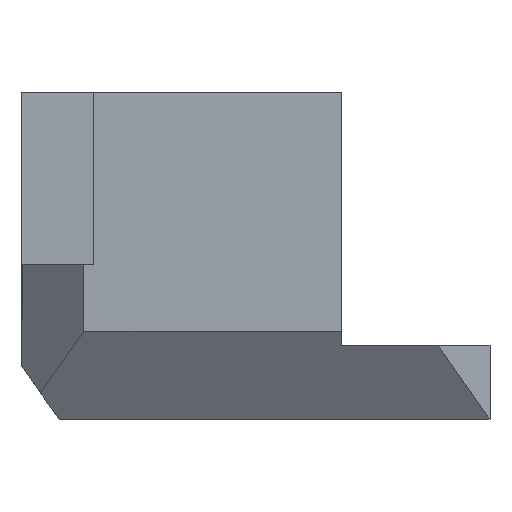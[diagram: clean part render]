
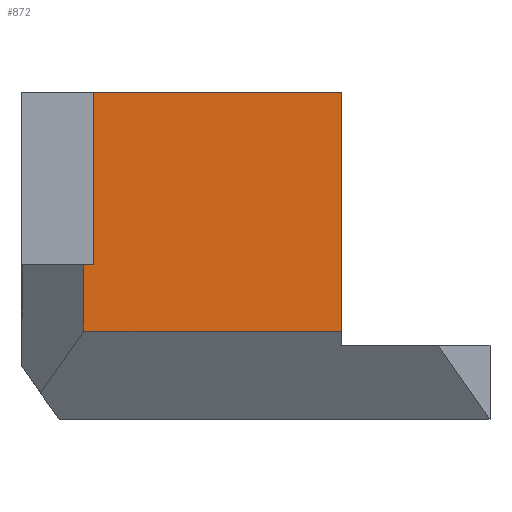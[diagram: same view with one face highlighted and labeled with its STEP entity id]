
A CAD part, left-side view. The second image highlights one B-rep face of the part: STEP entity #872.
In plain terms, the highlighted planar face has unit normal (-1, 0, 0).
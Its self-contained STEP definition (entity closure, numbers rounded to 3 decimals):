
#1 = LINE ( 'NONE', #285, #922 ) ;
#3 = CARTESIAN_POINT ( 'NONE',  ( -30., 12., 12.5 ) ) ;
#50 = DIRECTION ( 'NONE',  ( 1., 0., 0. ) ) ;
#62 = ORIENTED_EDGE ( 'NONE', *, *, #1581, .F. ) ;
#152 = CARTESIAN_POINT ( 'NONE',  ( -30., -8., 26.4 ) ) ;
#173 = DIRECTION ( 'NONE',  ( 0., 1., 0. ) ) ;
#178 = LINE ( 'NONE', #762, #1680 ) ;
#188 = CARTESIAN_POINT ( 'NONE',  ( -30., 12., 26.4 ) ) ;
#189 = EDGE_CURVE ( 'NONE', #248, #422, #463, .T. ) ;
#190 = ORIENTED_EDGE ( 'NONE', *, *, #1350, .F. ) ;
#248 = VERTEX_POINT ( 'NONE', #3 ) ;
#260 = LINE ( 'NONE', #833, #952 ) ;
#261 = VERTEX_POINT ( 'NONE', #152 ) ;
#285 = CARTESIAN_POINT ( 'NONE',  ( -30., 0., 12.5 ) ) ;
#297 = EDGE_CURVE ( 'NONE', #261, #1846, #260, .T. ) ;
#326 = FACE_OUTER_BOUND ( 'NONE', #1146, .T. ) ;
#353 = VERTEX_POINT ( 'NONE', #1432 ) ;
#387 = DIRECTION ( 'NONE',  ( 0., -1., 0. ) ) ;
#422 = VERTEX_POINT ( 'NONE', #188 ) ;
#463 = LINE ( 'NONE', #605, #559 ) ;
#494 = EDGE_CURVE ( 'NONE', #353, #1846, #1226, .T. ) ;
#559 = VECTOR ( 'NONE', #574, 1000. ) ;
#574 = DIRECTION ( 'NONE',  ( 0., 0., 1. ) ) ;
#582 = DIRECTION ( 'NONE',  ( 0., -1., 0. ) ) ;
#605 = CARTESIAN_POINT ( 'NONE',  ( -30., 12., 6. ) ) ;
#622 = VECTOR ( 'NONE', #1154, 1000. ) ;
#659 = ORIENTED_EDGE ( 'NONE', *, *, #494, .T. ) ;
#713 = EDGE_CURVE ( 'NONE', #1840, #248, #1, .T. ) ;
#762 = CARTESIAN_POINT ( 'NONE',  ( -30., 12.8, 6. ) ) ;
#829 = VECTOR ( 'NONE', #387, 1000. ) ;
#833 = CARTESIAN_POINT ( 'NONE',  ( -30., -8., 6. ) ) ;
#863 = AXIS2_PLACEMENT_3D ( 'NONE', #900, #50, #173 ) ;
#872 = ADVANCED_FACE ( 'NONE', ( #326 ), #1509, .F. ) ;
#900 = CARTESIAN_POINT ( 'NONE',  ( -30., 20., 6. ) ) ;
#922 = VECTOR ( 'NONE', #582, 1000. ) ;
#952 = VECTOR ( 'NONE', #1413, 1000. ) ;
#1000 = CARTESIAN_POINT ( 'NONE',  ( -30., 12.8, 12.5 ) ) ;
#1080 = ORIENTED_EDGE ( 'NONE', *, *, #189, .F. ) ;
#1146 = EDGE_LOOP ( 'NONE', ( #659, #1648, #62, #1080, #1353, #190 ) ) ;
#1154 = DIRECTION ( 'NONE',  ( 0., -1., 0. ) ) ;
#1193 = CARTESIAN_POINT ( 'NONE',  ( -30., -8., 7.141 ) ) ;
#1226 = LINE ( 'NONE', #1519, #829 ) ;
#1350 = EDGE_CURVE ( 'NONE', #353, #1840, #178, .T. ) ;
#1353 = ORIENTED_EDGE ( 'NONE', *, *, #713, .F. ) ;
#1374 = CARTESIAN_POINT ( 'NONE',  ( -30., 20., 26.4 ) ) ;
#1413 = DIRECTION ( 'NONE',  ( 0., 0., -1. ) ) ;
#1432 = CARTESIAN_POINT ( 'NONE',  ( -30., 12.8, 7.141 ) ) ;
#1509 = PLANE ( 'NONE',  #863 ) ;
#1518 = LINE ( 'NONE', #1374, #622 ) ;
#1519 = CARTESIAN_POINT ( 'NONE',  ( -30., 20., 7.141 ) ) ;
#1581 = EDGE_CURVE ( 'NONE', #422, #261, #1518, .T. ) ;
#1632 = DIRECTION ( 'NONE',  ( 0., 0., 1. ) ) ;
#1648 = ORIENTED_EDGE ( 'NONE', *, *, #297, .F. ) ;
#1680 = VECTOR ( 'NONE', #1632, 1000. ) ;
#1840 = VERTEX_POINT ( 'NONE', #1000 ) ;
#1846 = VERTEX_POINT ( 'NONE', #1193 ) ;
